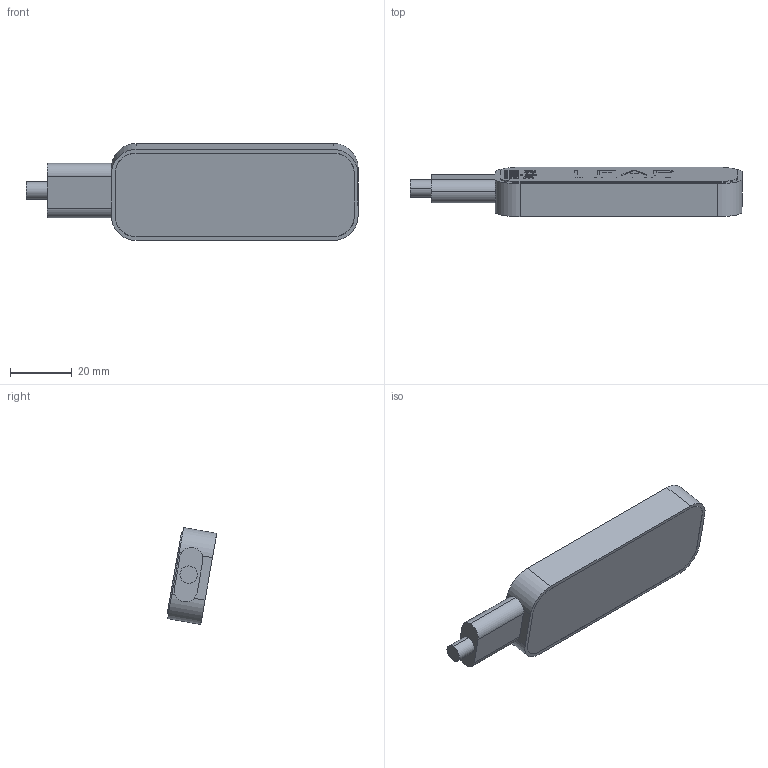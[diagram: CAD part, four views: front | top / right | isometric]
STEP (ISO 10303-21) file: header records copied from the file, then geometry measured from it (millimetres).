
FILE_DESCRIPTION(('STEP AP214'),'1');
FILE_NAME('leap-motion-classic.step','2018-08-11T16:48:13',(' '),(' '),'Spatial InterOp 3D',' ',' ');
FILE_SCHEMA(('AUTOMOTIVE_DESIGN { 1 0 10303 214 1 1 1 1 }'));
Length unit declared in the file: metre
Products named in the file (16): TPU_ME_ASM _3c_1_3e_; TPU_DECO; TPU_ADHESIVE; lmc-1; MAIN_HOUSING; MAIN_LENS; HOUSING_FRAME; SUPPORT_RUBBER; SUPPORT_SPONGE; LED_LENS; CONDUCTIVE_SPONGE; LED_LENS_ADHESIVE; USB_SPONGE; CONDUCTIVE_FABRIC; leap-motion-classic; USB Plug
Assembly tree (15 placements, depth 4):
  leap-motion-classic
    lmc-1
      TPU_ME_ASM _3c_1_3e_
        TPU_DECO
        TPU_ADHESIVE
      MAIN_HOUSING
      MAIN_LENS
      HOUSING_FRAME
      SUPPORT_RUBBER
      SUPPORT_SPONGE
      LED_LENS
      CONDUCTIVE_SPONGE
      LED_LENS_ADHESIVE
      USB_SPONGE
      CONDUCTIVE_FABRIC
    USB Plug
Bounding box: 107.7 x 16.07 x 31.44 mm (x, y, z)
Volume: 16556.3 mm3; surface area: 37206.8 mm2
Topology: 13 solids, 13 shells, 1364 faces, 3678 edges, 2430 vertices
Faces by surface type: plane 921, cylinder 189, cone 117, extrusion 68, bspline 59, torus 10
Entity records: 61491 total; most frequent: CARTESIAN_POINT 15802, ORIENTED_EDGE 7356, DIRECTION 6673, EDGE_CURVE 3678, VECTOR 2793, LINE 2725, VERTEX_POINT 2430, AXIS2_PLACEMENT_3D 1940
